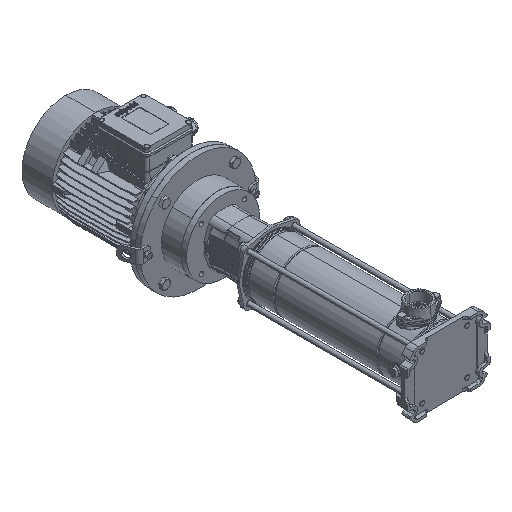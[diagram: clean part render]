
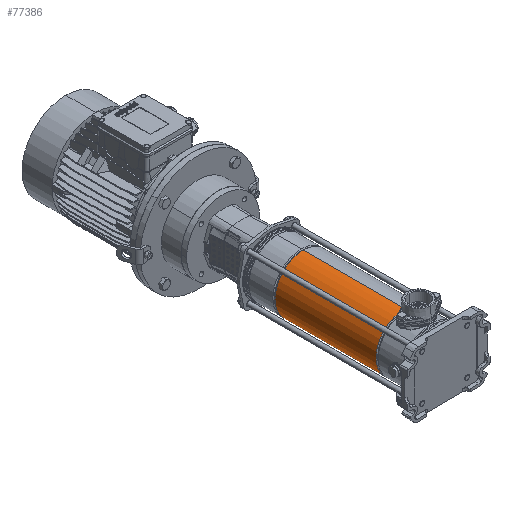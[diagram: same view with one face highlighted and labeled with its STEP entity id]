
A CAD part, isometric view. The second image highlights one B-rep face of the part: STEP entity #77386.
In plain terms, the highlighted cylindrical face has radius 85.9 mm (diameter 171.8 mm), a partial arc.
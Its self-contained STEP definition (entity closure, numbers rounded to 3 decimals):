
#1175 = EDGE_CURVE ( 'NONE', #77025, #92294, #54024, .T. ) ;
#2022 = VERTEX_POINT ( 'NONE', #100676 ) ;
#2977 = CARTESIAN_POINT ( 'NONE',  ( 0., 0., 399.103 ) ) ;
#7074 = FACE_OUTER_BOUND ( 'NONE', #69725, .T. ) ;
#9704 = AXIS2_PLACEMENT_3D ( 'NONE', #2977, #58457, #57950 ) ;
#12368 = VERTEX_POINT ( 'NONE', #73427 ) ;
#14777 = AXIS2_PLACEMENT_3D ( 'NONE', #28705, #60013, #36930 ) ;
#20981 = CYLINDRICAL_SURFACE ( 'NONE', #14777, 85.9 ) ;
#28705 = CARTESIAN_POINT ( 'NONE',  ( 0., 0., 0. ) ) ;
#33132 = CIRCLE ( 'NONE', #72385, 85.9 ) ;
#35319 = DIRECTION ( 'NONE',  ( 0., 0., -1. ) ) ;
#36930 = DIRECTION ( 'NONE',  ( -1., 0., 0. ) ) ;
#37191 = LINE ( 'NONE', #83964, #96403 ) ;
#37252 = CARTESIAN_POINT ( 'NONE',  ( -85.9, 0., 399.103 ) ) ;
#39839 = EDGE_CURVE ( 'NONE', #77025, #2022, #37191, .T. ) ;
#49750 = EDGE_CURVE ( 'NONE', #92294, #12368, #96174, .T. ) ;
#50804 = ORIENTED_EDGE ( 'NONE', *, *, #55404, .F. ) ;
#54024 = CIRCLE ( 'NONE', #9704, 85.9 ) ;
#55404 = EDGE_CURVE ( 'NONE', #2022, #12368, #33132, .T. ) ;
#57648 = DIRECTION ( 'NONE',  ( 0., 0., -1. ) ) ;
#57950 = DIRECTION ( 'NONE',  ( -1., 0., 0. ) ) ;
#58457 = DIRECTION ( 'NONE',  ( 0., 0., -1. ) ) ;
#60013 = DIRECTION ( 'NONE',  ( 0., 0., -1. ) ) ;
#62944 = ORIENTED_EDGE ( 'NONE', *, *, #1175, .T. ) ;
#65339 = CARTESIAN_POINT ( 'NONE',  ( -85.9, 0., 0. ) ) ;
#67340 = CARTESIAN_POINT ( 'NONE',  ( 85.9, 0., 399.103 ) ) ;
#67990 = DIRECTION ( 'NONE',  ( 0., 0., -1. ) ) ;
#69725 = EDGE_LOOP ( 'NONE', ( #71586, #62944, #80489, #50804 ) ) ;
#71586 = ORIENTED_EDGE ( 'NONE', *, *, #39839, .F. ) ;
#72385 = AXIS2_PLACEMENT_3D ( 'NONE', #96432, #35319, #97948 ) ;
#73427 = CARTESIAN_POINT ( 'NONE',  ( -85.9, 0., 93.897 ) ) ;
#77025 = VERTEX_POINT ( 'NONE', #67340 ) ;
#77386 = ADVANCED_FACE ( 'NONE', ( #7074 ), #20981, .T. ) ;
#78281 = VECTOR ( 'NONE', #57648, 1000. ) ;
#80489 = ORIENTED_EDGE ( 'NONE', *, *, #49750, .T. ) ;
#83964 = CARTESIAN_POINT ( 'NONE',  ( 85.9, 0., 0. ) ) ;
#92294 = VERTEX_POINT ( 'NONE', #37252 ) ;
#96174 = LINE ( 'NONE', #65339, #78281 ) ;
#96403 = VECTOR ( 'NONE', #67990, 1000. ) ;
#96432 = CARTESIAN_POINT ( 'NONE',  ( 0., 0., 93.897 ) ) ;
#97948 = DIRECTION ( 'NONE',  ( -1., 0., 0. ) ) ;
#100676 = CARTESIAN_POINT ( 'NONE',  ( 85.9, 0., 93.897 ) ) ;
